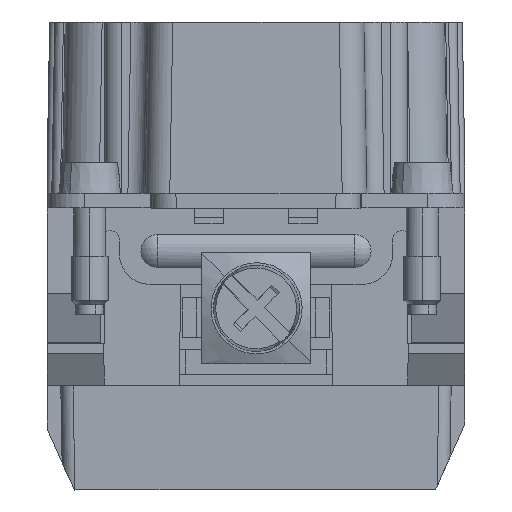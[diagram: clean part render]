
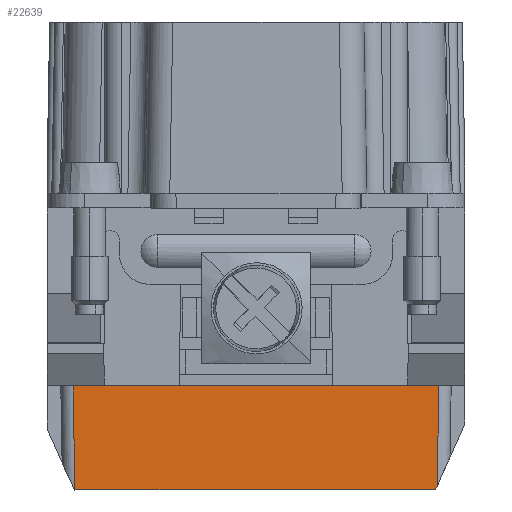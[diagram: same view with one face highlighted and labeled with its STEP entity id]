
A CAD part, front view. The second image highlights one B-rep face of the part: STEP entity #22639.
In plain terms, the highlighted planar face has unit normal (0, -1, -0.009).
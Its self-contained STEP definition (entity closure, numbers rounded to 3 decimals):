
#22609=AXIS2_PLACEMENT_3D('Plane Axis2P3D',#22606,#22607,#22608) ;
#14564=CARTESIAN_POINT('Vertex',(31.517,13.574,0.)) ;
#14674=CARTESIAN_POINT('Vertex',(31.658,13.571,0.317)) ;
#14677=CARTESIAN_POINT('Line Origine',(31.587,13.572,0.159)) ;
#19139=CARTESIAN_POINT('Vertex',(2.097,13.5,8.45)) ;
#19142=CARTESIAN_POINT('Line Origine',(16.949,13.5,8.45)) ;
#19146=CARTESIAN_POINT('Vertex',(31.8,13.5,8.45)) ;
#19217=CARTESIAN_POINT('Line Origine',(16.881,13.574,0.)) ;
#19221=CARTESIAN_POINT('Vertex',(2.245,13.574,0.)) ;
#22593=CARTESIAN_POINT('Line Origine',(31.758,13.521,6.024)) ;
#22606=CARTESIAN_POINT('Axis2P3D Location',(-118.801,13.5,8.45)) ;
#22611=CARTESIAN_POINT('Line Origine',(2.126,13.514,6.837)) ;
#22615=CARTESIAN_POINT('Vertex',(2.154,13.528,5.225)) ;
#22618=CARTESIAN_POINT('Line Origine',(2.168,13.535,4.396)) ;
#22622=CARTESIAN_POINT('Vertex',(2.183,13.543,3.567)) ;
#22625=CARTESIAN_POINT('Line Origine',(2.214,13.558,1.783)) ;
#14678=DIRECTION('Vector Direction',(0.407,-0.008,0.914)) ;
#19143=DIRECTION('Vector Direction',(1.,0.,0.)) ;
#19218=DIRECTION('Vector Direction',(1.,0.,0.)) ;
#22594=DIRECTION('Vector Direction',(0.017,-0.009,1.)) ;
#22607=DIRECTION('Axis2P3D Direction',(0.,-1.,-0.009)) ;
#22608=DIRECTION('Axis2P3D XDirection',(0.,-0.009,1.)) ;
#22612=DIRECTION('Vector Direction',(0.017,0.009,-1.)) ;
#22619=DIRECTION('Vector Direction',(0.017,0.009,-1.)) ;
#22626=DIRECTION('Vector Direction',(0.017,0.009,-1.)) ;
#14679=VECTOR('Line Direction',#14678,1.) ;
#19144=VECTOR('Line Direction',#19143,1.) ;
#19219=VECTOR('Line Direction',#19218,1.) ;
#22595=VECTOR('Line Direction',#22594,1.) ;
#22613=VECTOR('Line Direction',#22612,1.) ;
#22620=VECTOR('Line Direction',#22619,1.) ;
#22627=VECTOR('Line Direction',#22626,1.) ;
#22631=ORIENTED_EDGE('',*,*,#19223,.T.) ;
#22632=ORIENTED_EDGE('',*,*,#14681,.T.) ;
#22633=ORIENTED_EDGE('',*,*,#22597,.T.) ;
#22634=ORIENTED_EDGE('',*,*,#19148,.F.) ;
#22635=ORIENTED_EDGE('',*,*,#22617,.T.) ;
#22636=ORIENTED_EDGE('',*,*,#22624,.T.) ;
#22637=ORIENTED_EDGE('',*,*,#22629,.T.) ;
#22639=ADVANCED_FACE('Hauptkoerper',(#22638),#22610,.T.) ;
#14681=EDGE_CURVE('',#14565,#14675,#14680,.T.) ;
#19148=EDGE_CURVE('',#19140,#19147,#19145,.T.) ;
#19223=EDGE_CURVE('',#19222,#14565,#19220,.T.) ;
#22597=EDGE_CURVE('',#14675,#19147,#22596,.T.) ;
#22617=EDGE_CURVE('',#19140,#22616,#22614,.T.) ;
#22624=EDGE_CURVE('',#22616,#22623,#22621,.T.) ;
#22629=EDGE_CURVE('',#22623,#19222,#22628,.T.) ;
#22630=EDGE_LOOP('',(#22631,#22632,#22633,#22634,#22635,#22636,#22637)) ;
#22638=FACE_OUTER_BOUND('',#22630,.T.) ;
#14680=LINE('Line',#14677,#14679) ;
#19145=LINE('Line',#19142,#19144) ;
#19220=LINE('Line',#19217,#19219) ;
#22596=LINE('Line',#22593,#22595) ;
#22614=LINE('Line',#22611,#22613) ;
#22621=LINE('Line',#22618,#22620) ;
#22628=LINE('Line',#22625,#22627) ;
#22610=PLANE('',#22609) ;
#14565=VERTEX_POINT('',#14564) ;
#14675=VERTEX_POINT('',#14674) ;
#19140=VERTEX_POINT('',#19139) ;
#19147=VERTEX_POINT('',#19146) ;
#19222=VERTEX_POINT('',#19221) ;
#22616=VERTEX_POINT('',#22615) ;
#22623=VERTEX_POINT('',#22622) ;
